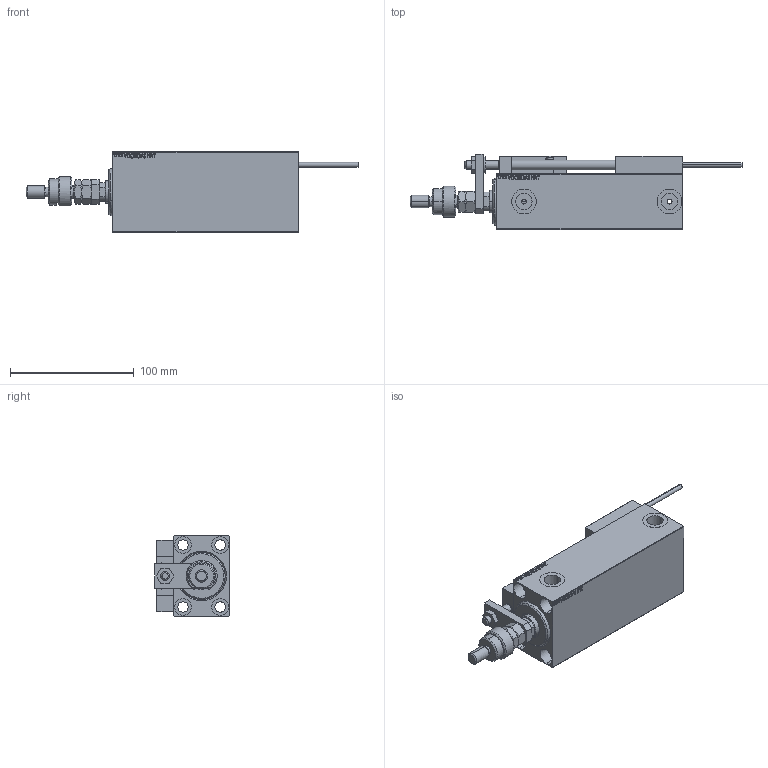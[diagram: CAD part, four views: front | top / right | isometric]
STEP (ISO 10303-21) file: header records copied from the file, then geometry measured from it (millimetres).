
FILE_DESCRIPTION (( 'STEP AP203' ), '1' );
FILE_NAME ('0ea3.STEP', '2022-04-17T11:55:42', ( '' ), ( '' ), 'SwSTEP 2.0', 'SolidWorks 2019', '' );
FILE_SCHEMA (( 'CONFIG_CONTROL_DESIGN' ));
Length unit declared in the file: millimetre
Products named in the file (18): V450CM_VC_B b87698439a0ef4ffc705820801d8bba0; MFA b87698439a0ef4ffc705820801d8bba0; FEMALE_PART_FOR_DFA b87698439a0ef4ffc705820801d8bba0; ALLEN BOLT D5 b87698439a0ef4ffc705820801d8bba0; X_Y_DFA b87698439a0ef4ffc705820801d8bba0; KONCOVKA b87698439a0ef4ffc705820801d8bba0; MAGNET b87698439a0ef4ffc705820801d8bba0; ZARAZKA b87698439a0ef4ffc705820801d8bba0; Block b87698439a0ef4ffc705820801d8bba0; SWITCH X b87698439a0ef4ffc705820801d8bba0; V450CM_C_Body b87698439a0ef4ffc705820801d8bba0; SWITCH_X_FRONT_BACK b87698439a0ef4ffc705820801d8bba0; V450CM_C_VCP b87698439a0ef4ffc705820801d8bba0; TYC_L79 b87698439a0ef4ffc705820801d8bba0; NUT_D12 b87698439a0ef4ffc705820801d8bba0; 0ea3; ALLEN BOLT D8 b87698439a0ef4ffc705820801d8bba0; SWITCH DIM B,W b87698439a0ef4ffc705820801d8bba0
Assembly tree (27 placements, depth 3):
  0ea3
    V450CM_C_Body b87698439a0ef4ffc705820801d8bba0
    SWITCH X b87698439a0ef4ffc705820801d8bba0
      SWITCH_X_FRONT_BACK b87698439a0ef4ffc705820801d8bba0  x2
      TYC_L79 b87698439a0ef4ffc705820801d8bba0
      Block b87698439a0ef4ffc705820801d8bba0  x2
      ALLEN BOLT D5 b87698439a0ef4ffc705820801d8bba0  x4
      ALLEN BOLT D8 b87698439a0ef4ffc705820801d8bba0  x4
      MAGNET b87698439a0ef4ffc705820801d8bba0  x2
      KONCOVKA b87698439a0ef4ffc705820801d8bba0  x2
    NUT_D12 b87698439a0ef4ffc705820801d8bba0
    SWITCH DIM B,W b87698439a0ef4ffc705820801d8bba0
    ZARAZKA b87698439a0ef4ffc705820801d8bba0
    V450CM_C_VCP b87698439a0ef4ffc705820801d8bba0
    V450CM_VC_B b87698439a0ef4ffc705820801d8bba0
    X_Y_DFA b87698439a0ef4ffc705820801d8bba0
      FEMALE_PART_FOR_DFA b87698439a0ef4ffc705820801d8bba0
      MFA b87698439a0ef4ffc705820801d8bba0
Bounding box: 268 x 60.5 x 65 mm (x, y, z)
Volume: 431689 mm3; surface area: 111953.6 mm2
Topology: 25 solids, 25 shells, 1381 faces, 3282 edges, 2087 vertices
Faces by surface type: plane 592, bspline 380, cylinder 211, cone 146, torus 48, sphere 4
Entity records: 53492 total; most frequent: CARTESIAN_POINT 26793, ORIENTED_EDGE 5584, DIRECTION 3914, EDGE_CURVE 2792, VERTEX_POINT 1811, VECTOR 1554, LINE 1554, EDGE_LOOP 1301
